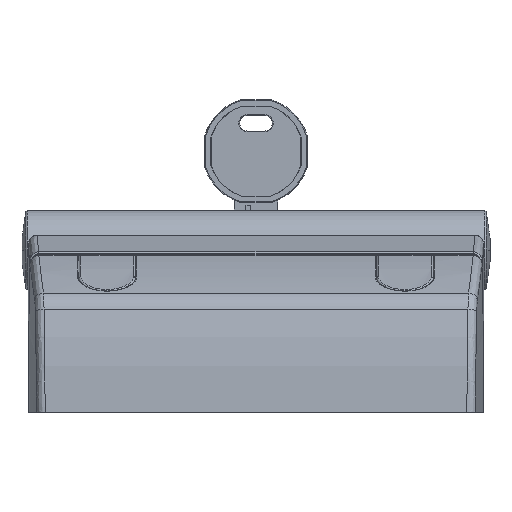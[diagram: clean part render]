
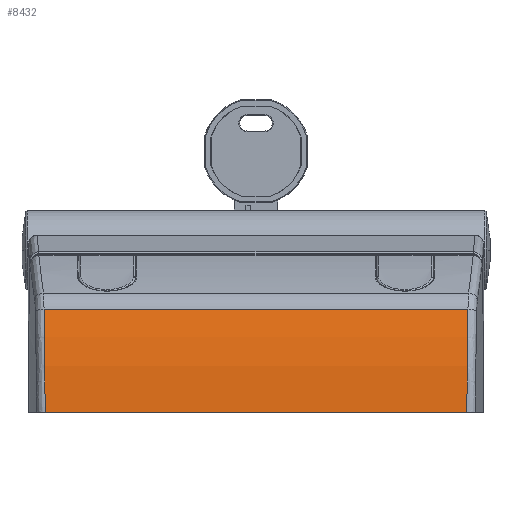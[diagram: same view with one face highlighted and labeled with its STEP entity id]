
A CAD part, left-side view. The second image highlights one B-rep face of the part: STEP entity #8432.
In plain terms, the highlighted cylindrical face has radius 86.5 mm (diameter 173 mm), a partial arc.
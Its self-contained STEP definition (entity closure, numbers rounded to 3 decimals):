
#8432=ADVANCED_FACE('NONE',(#17635),#17636,.T.);
#17635=FACE_OUTER_BOUND('',#50965,.T.);
#17636=CYLINDRICAL_SURFACE('',#50966,86.5);
#50965=EDGE_LOOP('',(#80222,#80223,#80224,#80225));
#50966=AXIS2_PLACEMENT_3D('',#80226,#80227,#80228);
#80222=ORIENTED_EDGE('',*,*,#95399,.T.);
#80223=ORIENTED_EDGE('',*,*,#95400,.F.);
#80224=ORIENTED_EDGE('',*,*,#95401,.T.);
#80225=ORIENTED_EDGE('',*,*,#95402,.T.);
#80226=CARTESIAN_POINT('',(44.5,148.0,0.));
#80227=DIRECTION('',(0.0,-1.0,0.));
#80228=DIRECTION('',(-1.0,0.0,0.0));
#95399=EDGE_CURVE('NONE',#110549,#110550,#110551,.T.);
#95400=EDGE_CURVE('NONE',#110552,#110550,#110553,.T.);
#95401=EDGE_CURVE('NONE',#110552,#110554,#110555,.T.);
#95402=EDGE_CURVE('NONE',#110554,#110549,#110556,.T.);
#110549=VERTEX_POINT('NONE',#141932);
#110550=VERTEX_POINT('NONE',#141933);
#110551=LINE('',#141934,#141935);
#110552=VERTEX_POINT('NONE',#141936);
#110553=B_SPLINE_CURVE_WITH_KNOTS('',3,(#141937,#141938,#141939,#141940,#141941,#141942),.UNSPECIFIED.,.F.,.F.,(4,2,4),(0.,0.012,0.024),.UNSPECIFIED.);
#110554=VERTEX_POINT('NONE',#141943);
#110555=LINE('',#141944,#141945);
#110556=B_SPLINE_CURVE_WITH_KNOTS('',3,(#141946,#141947,#141948,#141949,#141950,#141951),.UNSPECIFIED.,.F.,.F.,(4,2,4),(0.,0.012,0.024),.UNSPECIFIED.);
#141932=CARTESIAN_POINT('',(-38.735,151.607,23.54));
#141933=CARTESIAN_POINT('',(-38.735,248.393,23.54));
#141934=CARTESIAN_POINT('',(-38.735,148.0,23.54));
#141935=VECTOR('',#158698,1000.0);
#141936=CARTESIAN_POINT('',(-42.0,248.153,0.));
#141937=CARTESIAN_POINT('',(-42.0,248.153,0.));
#141938=CARTESIAN_POINT('',(-42.0,248.153,3.999));
#141939=CARTESIAN_POINT('',(-41.724,248.174,7.96));
#141940=CARTESIAN_POINT('',(-40.636,248.255,15.807));
#141941=CARTESIAN_POINT('',(-39.823,248.315,19.693));
#141942=CARTESIAN_POINT('',(-38.735,248.393,23.54));
#141943=CARTESIAN_POINT('',(-42.0,151.847,0.));
#141944=CARTESIAN_POINT('',(-42.0,252.0,0.));
#141945=VECTOR('',#158699,1000.0);
#141946=CARTESIAN_POINT('',(-42.0,151.847,0.));
#141947=CARTESIAN_POINT('',(-42.0,151.847,3.999));
#141948=CARTESIAN_POINT('',(-41.724,151.826,7.96));
#141949=CARTESIAN_POINT('',(-40.636,151.745,15.807));
#141950=CARTESIAN_POINT('',(-39.823,151.685,19.693));
#141951=CARTESIAN_POINT('',(-38.735,151.607,23.54));
#158698=DIRECTION('',(0.0,1.0,0.));
#158699=DIRECTION('',(0.0,-1.0,0.));
